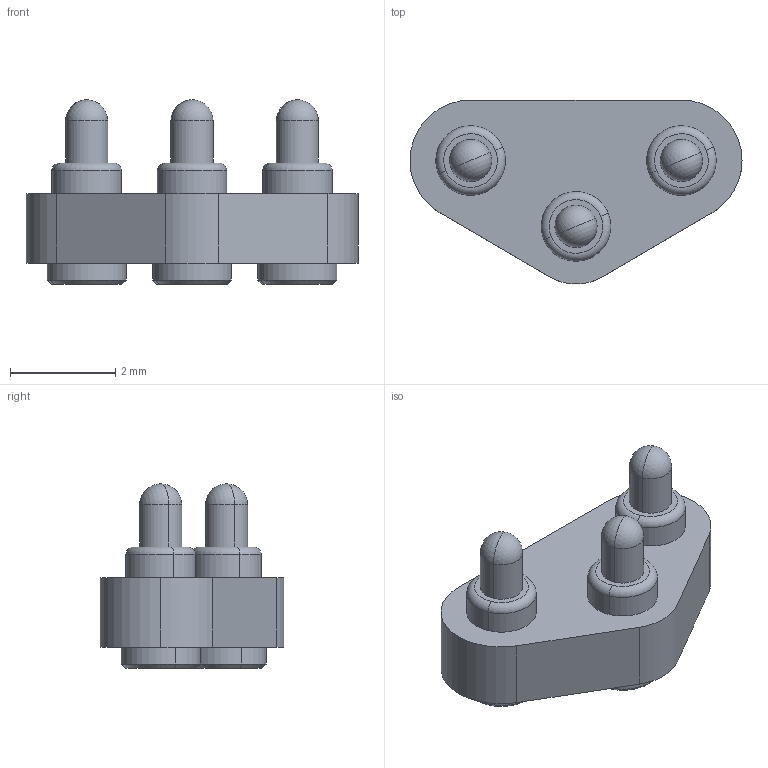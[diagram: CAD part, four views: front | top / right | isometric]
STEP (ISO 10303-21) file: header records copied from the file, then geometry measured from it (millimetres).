
FILE_DESCRIPTION (( 'STEP AP214' ), '1' );
FILE_NAME ('UEBK-12646.STEP', '2020-07-30T07:48:32', ( '' ), ( '' ), 'SwSTEP 2.0', 'SolidWorks 2020', '' );
FILE_SCHEMA (( 'AUTOMOTIVE_DESIGN' ));
Length unit declared in the file: millimetre
Products named in the file (3): UEBK-12646; UEBK-12646-Pin; UEBK-12646-Gehäuse
Assembly tree (4 placements, depth 2):
  UEBK-12646
    UEBK-12646-Gehäuse
    UEBK-12646-Pin  x3
Bounding box: 6.3 x 3.49 x 3.5 mm (x, y, z)
Volume: 27.7 mm3; surface area: 108 mm2
Topology: 4 solids, 4 shells, 60 faces, 135 edges, 83 vertices
Faces by surface type: cylinder 28, plane 14, cone 6, torus 6, sphere 6
Entity records: 989 total; most frequent: DIRECTION 181, CARTESIAN_POINT 147, ORIENTED_EDGE 134, AXIS2_PLACEMENT_3D 77, EDGE_CURVE 67, VERTEX_POINT 43, CIRCLE 40, EDGE_LOOP 38
